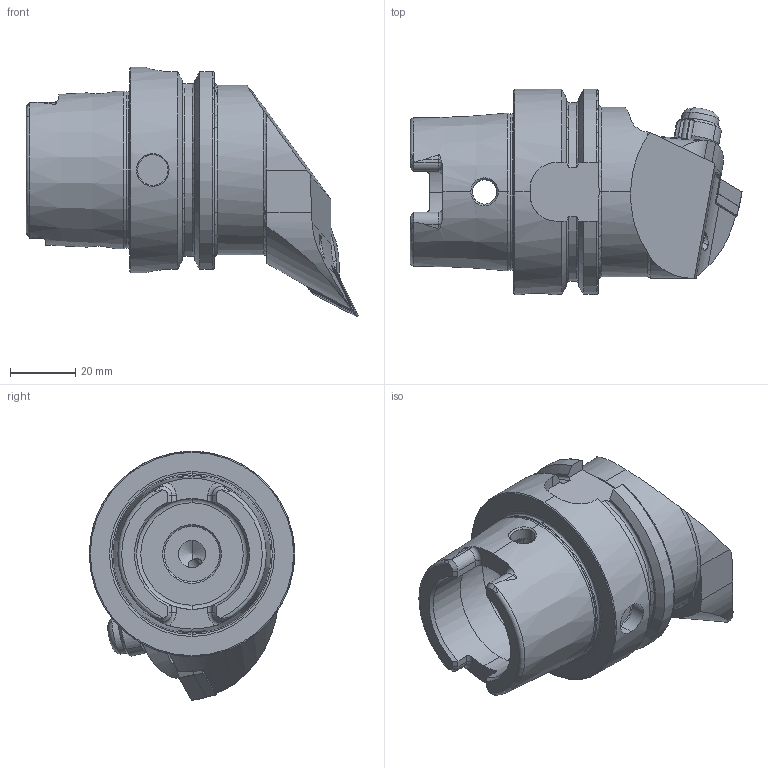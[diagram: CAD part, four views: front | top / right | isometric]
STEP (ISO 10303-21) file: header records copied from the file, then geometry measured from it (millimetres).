
FILE_DESCRIPTION (( 'STEP AP214' ), '1' );
FILE_NAME ('HA6.KVD.RPA.070.STEP', '2014-09-04T11:20:44', ( 'baer' ), ( 'Hewlett-Packard Company' ), 'SwSTEP 2.0', 'SolidWorks 2012', '' );
FILE_SCHEMA (( 'AUTOMOTIVE_DESIGN' ));
Length unit declared in the file: millimetre
Products named in the file (11): KVT_MB_600_050; ISO 13337 - 3 x 12_PreviewCfg; WCC-ER4.103.032_A; WCC-ER5.102.005_A; WCC-ER5.102.012_B; WCC-ER3.102.024_C; VNMG160404; WCC-ER2.001.010_A; WVD-ER2.101.003_A; HA6-KVD.RPA.070_D; HA6.KVD.RPA.070
Assembly tree (10 placements, depth 2):
  HA6.KVD.RPA.070
    HA6-KVD.RPA.070_D
    WVD-ER2.101.003_A
    WCC-ER2.001.010_A
    VNMG160404
    WCC-ER3.102.024_C
    WCC-ER5.102.012_B
    WCC-ER5.102.005_A
    WCC-ER4.103.032_A
    ISO 13337 - 3 x 12_PreviewCfg
    KVT_MB_600_050
Bounding box: 101.9 x 63 x 76.5 mm (x, y, z)
Volume: 138944.4 mm3; surface area: 33849 mm2
Topology: 11 solids, 11 shells, 463 faces, 1157 edges, 707 vertices
Faces by surface type: cylinder 152, plane 126, cone 104, torus 62, bspline 17, sphere 2
Entity records: 16605 total; most frequent: CARTESIAN_POINT 5114, ORIENTED_EDGE 2280, DIRECTION 2233, EDGE_CURVE 1140, AXIS2_PLACEMENT_3D 899, VERTEX_POINT 704, EDGE_LOOP 492, FACE_OUTER_BOUND 463
